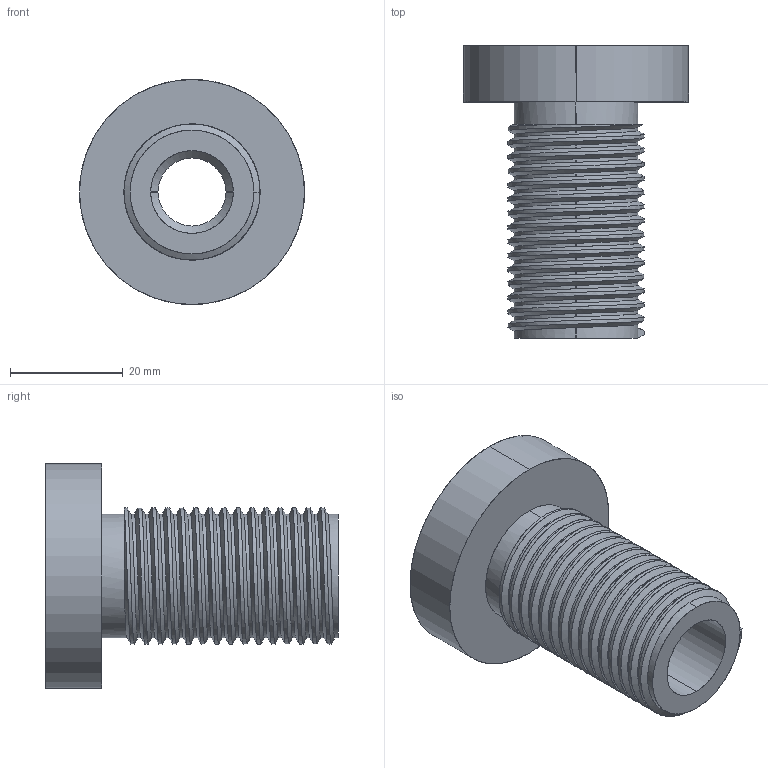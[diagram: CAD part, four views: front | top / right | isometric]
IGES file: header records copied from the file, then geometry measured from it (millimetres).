
Start section: SolidWorks IGES file using analytic representation for surfaces
Global section: file name: bouton manoeuvre-version-piston-circlips-MANE-filet-rond-USINEUR-V10.IGS; native system: SolidWorks 2020; preprocessor: SolidWorks 2020; author: Algo_Sol2; date: 200217.105028; units: millimetre
Bounding box: 40 x 52 x 40 mm (x, y, z)
Surface area: 10311.9 mm2 (no closed solid volume)
Topology: 0 solids, 0 shells, 51 faces, 1790 edges, 1790 vertices
Faces by surface type: revolution 42, bspline 9
